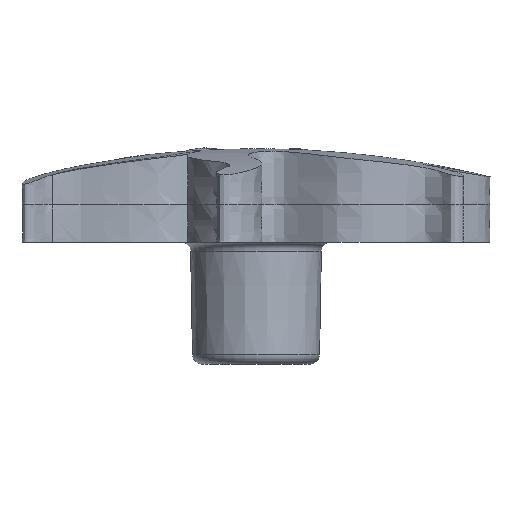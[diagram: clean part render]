
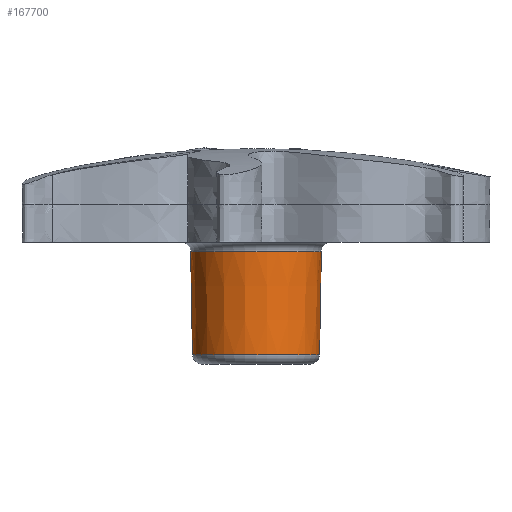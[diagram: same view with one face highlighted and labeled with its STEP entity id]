
A CAD part, front view. The second image highlights one B-rep face of the part: STEP entity #167700.
In plain terms, the highlighted conical face has half-angle 1 degrees and reference radius 7 mm.
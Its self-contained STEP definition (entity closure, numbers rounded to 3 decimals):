
#165330=CARTESIAN_POINT('',(142.717,29.977,-10.));
#165340=DIRECTION('',(0.017,0.,1.));
#165350=VECTOR('',#165340,401.091);
#165360=LINE('',#165330,#165350);
#165370=CARTESIAN_POINT('',(142.507,29.977,
-22.017));
#165380=VERTEX_POINT('',#165370);
#165390=CARTESIAN_POINT('',(142.7,29.977,
-10.983));
#165400=VERTEX_POINT('',#165390);
#165410=EDGE_CURVE('',#165380,#165400,#165360,.T.);
#165430=CARTESIAN_POINT('',(135.717,29.977,
-10.983));
#165440=DIRECTION('',(0.,0.,-1.));
#165450=DIRECTION('',(1.,0.,0.));
#165460=AXIS2_PLACEMENT_3D('',#165430,#165440,#165450);
#165470=CIRCLE('',#165460,6.983);
#165480=CARTESIAN_POINT('',(128.734,29.977,
-10.983));
#165490=VERTEX_POINT('',#165480);
#165520=CARTESIAN_POINT('',(128.717,29.977,-10.));
#165530=DIRECTION('',(-0.017,0.,1.));
#165540=VECTOR('',#165530,401.091);
#165550=LINE('',#165520,#165540);
#165560=CARTESIAN_POINT('',(128.927,29.977,
-22.017));
#165570=VERTEX_POINT('',#165560);
#165580=EDGE_CURVE('',#165570,#165490,#165550,.T.);
#165600=CARTESIAN_POINT('',(135.717,29.977,
-22.017));
#165610=DIRECTION('',(0.,0.,1.));
#165620=DIRECTION('',(1.,0.,0.));
#165630=AXIS2_PLACEMENT_3D('',#165600,#165610,#165620);
#165640=CIRCLE('',#165630,6.79);
#165820=EDGE_CURVE('',#165400,#165490,#165470,.T.);
#167580=CARTESIAN_POINT('',(135.717,29.977,-10.));
#167590=DIRECTION('',(0.,0.,1.));
#167600=DIRECTION('',(-1.,0.,0.));
#167610=AXIS2_PLACEMENT_3D('',#167580,#167590,#167600);
#167620=CONICAL_SURFACE('',#167610,7.,0.017);
#167630=ORIENTED_EDGE('',*,*,#165410,.T.);
#167640=EDGE_CURVE('',#165570,#165380,#165640,.T.);
#167650=ORIENTED_EDGE('',*,*,#167640,.T.);
#167660=ORIENTED_EDGE('',*,*,#165580,.F.);
#167670=ORIENTED_EDGE('',*,*,#165820,.T.);
#167680=EDGE_LOOP('',(#167670,#167660,#167650,#167630));
#167690=FACE_OUTER_BOUND('',#167680,.T.);
#167700=ADVANCED_FACE('',(#167690),#167620,.T.);
